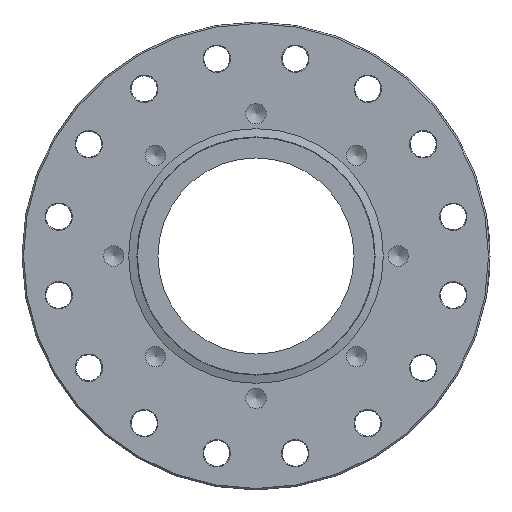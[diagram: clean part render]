
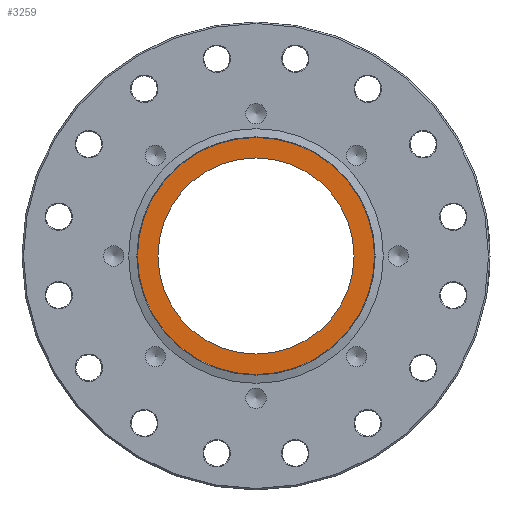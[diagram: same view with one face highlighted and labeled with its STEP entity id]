
A CAD part, front view. The second image highlights one B-rep face of the part: STEP entity #3259.
In plain terms, the highlighted planar face has unit normal (0, -1, 0).
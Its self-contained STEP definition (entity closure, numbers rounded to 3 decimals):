
#264=FACE_BOUND('',#735,.T.);
#299=PLANE('',#3560);
#510=FACE_OUTER_BOUND('',#734,.T.);
#734=EDGE_LOOP('',(#3019,#3020));
#735=EDGE_LOOP('',(#3021,#3022));
#1246=CIRCLE('',#3558,31.75);
#1247=CIRCLE('',#3559,31.75);
#1248=CIRCLE('',#3561,38.414);
#1249=CIRCLE('',#3562,38.414);
#1575=VERTEX_POINT('',#18218);
#1576=VERTEX_POINT('',#18220);
#1577=VERTEX_POINT('',#18224);
#1578=VERTEX_POINT('',#18225);
#2058=EDGE_CURVE('',#1576,#1575,#1246,.T.);
#2059=EDGE_CURVE('',#1575,#1576,#1247,.T.);
#2060=EDGE_CURVE('',#1577,#1578,#1248,.T.);
#2061=EDGE_CURVE('',#1578,#1577,#1249,.T.);
#3019=ORIENTED_EDGE('',*,*,#2060,.F.);
#3020=ORIENTED_EDGE('',*,*,#2061,.F.);
#3021=ORIENTED_EDGE('',*,*,#2058,.T.);
#3022=ORIENTED_EDGE('',*,*,#2059,.T.);
#3259=ADVANCED_FACE('',(#510,#264),#299,.T.);
#3558=AXIS2_PLACEMENT_3D('',#18221,#4294,#4295);
#3559=AXIS2_PLACEMENT_3D('',#18222,#4296,#4297);
#3560=AXIS2_PLACEMENT_3D('',#18223,#4298,#4299);
#3561=AXIS2_PLACEMENT_3D('',#18226,#4300,#4301);
#3562=AXIS2_PLACEMENT_3D('',#18227,#4302,#4303);
#4294=DIRECTION('center_axis',(0.,1.,0.));
#4295=DIRECTION('ref_axis',(1.,0.,0.));
#4296=DIRECTION('center_axis',(0.,1.,0.));
#4297=DIRECTION('ref_axis',(1.,0.,0.));
#4298=DIRECTION('center_axis',(0.,-1.,0.));
#4299=DIRECTION('ref_axis',(0.,0.,-1.));
#4300=DIRECTION('center_axis',(0.,1.,0.));
#4301=DIRECTION('ref_axis',(1.,0.,0.));
#4302=DIRECTION('center_axis',(0.,1.,0.));
#4303=DIRECTION('ref_axis',(1.,0.,0.));
#18218=CARTESIAN_POINT('',(31.75,1.17,0.));
#18220=CARTESIAN_POINT('',(-31.75,1.17,0.));
#18221=CARTESIAN_POINT('Origin',(0.,1.17,0.));
#18222=CARTESIAN_POINT('Origin',(0.,1.17,0.));
#18223=CARTESIAN_POINT('Origin',(-38.414,1.17,0.));
#18224=CARTESIAN_POINT('',(-38.414,1.17,0.));
#18225=CARTESIAN_POINT('',(38.414,1.17,0.));
#18226=CARTESIAN_POINT('Origin',(0.,1.17,0.));
#18227=CARTESIAN_POINT('Origin',(0.,1.17,0.));
